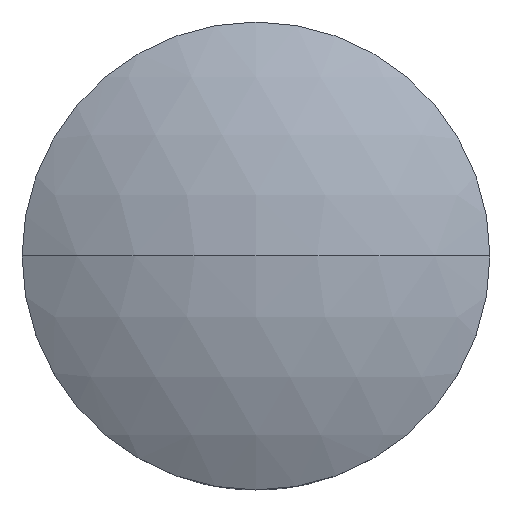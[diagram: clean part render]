
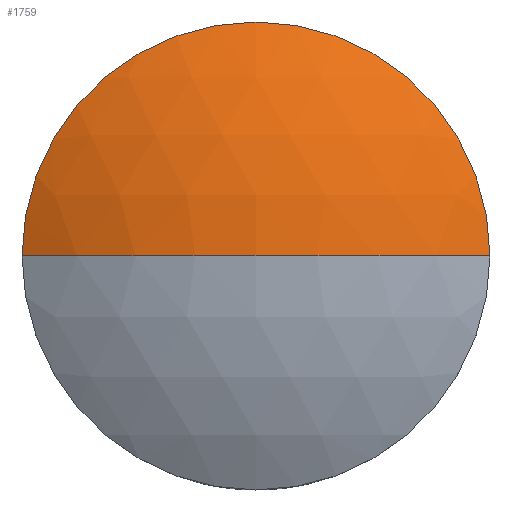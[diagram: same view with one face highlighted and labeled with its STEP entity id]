
A CAD part, top view. The second image highlights one B-rep face of the part: STEP entity #1759.
In plain terms, the highlighted spherical face has radius 38.76 mm.
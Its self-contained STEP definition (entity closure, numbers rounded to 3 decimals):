
#87 = CARTESIAN_POINT ( 'NONE',  ( 0., 0., -35.01 ) ) ;
#119 = AXIS2_PLACEMENT_3D ( 'NONE', #1861, #1838, #772 ) ;
#193 = EDGE_LOOP ( 'NONE', ( #2029, #1029, #1023 ) ) ;
#353 = DIRECTION ( 'NONE',  ( 0., 1., 0. ) ) ;
#367 = CIRCLE ( 'NONE', #119, 19.05 ) ;
#446 = CARTESIAN_POINT ( 'NONE',  ( 19.05, 0., -1.254 ) ) ;
#465 = VERTEX_POINT ( 'NONE', #1829 ) ;
#634 = DIRECTION ( 'NONE',  ( 1., 0., 0. ) ) ;
#710 = CARTESIAN_POINT ( 'NONE',  ( -19.05, 0., -1.254 ) ) ;
#772 = DIRECTION ( 'NONE',  ( -1., 0., 0. ) ) ;
#825 = EDGE_CURVE ( 'NONE', #1163, #1319, #367, .T. ) ;
#935 = DIRECTION ( 'NONE',  ( 1., 0., 0. ) ) ;
#965 = DIRECTION ( 'NONE',  ( 0., -1., 0. ) ) ;
#989 = AXIS2_PLACEMENT_3D ( 'NONE', #87, #1103, #935 ) ;
#1023 = ORIENTED_EDGE ( 'NONE', *, *, #825, .F. ) ;
#1029 = ORIENTED_EDGE ( 'NONE', *, *, #2195, .T. ) ;
#1103 = DIRECTION ( 'NONE',  ( 0., -1., 0. ) ) ;
#1111 = FACE_OUTER_BOUND ( 'NONE', #193, .T. ) ;
#1123 = DIRECTION ( 'NONE',  ( 0., 0., 1. ) ) ;
#1163 = VERTEX_POINT ( 'NONE', #710 ) ;
#1319 = VERTEX_POINT ( 'NONE', #446 ) ;
#1475 = CIRCLE ( 'NONE', #2192, 38.76 ) ;
#1502 = CIRCLE ( 'NONE', #1817, 38.76 ) ;
#1601 = SPHERICAL_SURFACE ( 'NONE', #989, 38.76 ) ;
#1759 = ADVANCED_FACE ( 'NONE', ( #1111 ), #1601, .T. ) ;
#1817 = AXIS2_PLACEMENT_3D ( 'NONE', #1856, #965, #634 ) ;
#1829 = CARTESIAN_POINT ( 'NONE',  ( 0., 0., 3.75 ) ) ;
#1838 = DIRECTION ( 'NONE',  ( 0., 0., -1. ) ) ;
#1856 = CARTESIAN_POINT ( 'NONE',  ( 0., 0., -35.01 ) ) ;
#1861 = CARTESIAN_POINT ( 'NONE',  ( 0., 0., -1.254 ) ) ;
#1903 = EDGE_CURVE ( 'NONE', #465, #1163, #1502, .T. ) ;
#2029 = ORIENTED_EDGE ( 'NONE', *, *, #1903, .F. ) ;
#2192 = AXIS2_PLACEMENT_3D ( 'NONE', #2241, #353, #1123 ) ;
#2195 = EDGE_CURVE ( 'NONE', #465, #1319, #1475, .T. ) ;
#2241 = CARTESIAN_POINT ( 'NONE',  ( 0., 0., -35.01 ) ) ;
